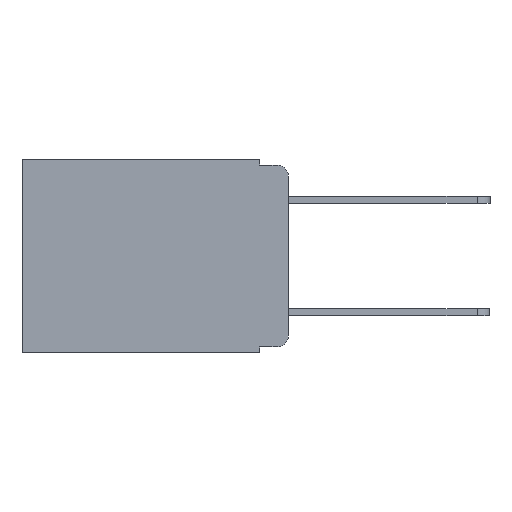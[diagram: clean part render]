
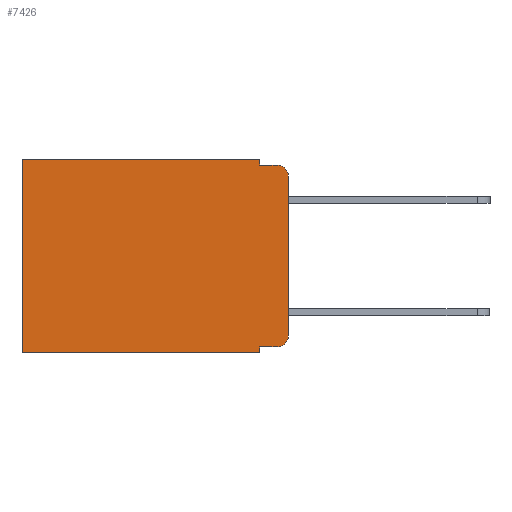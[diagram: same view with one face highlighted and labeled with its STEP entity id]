
A CAD part, left-side view. The second image highlights one B-rep face of the part: STEP entity #7426.
In plain terms, the highlighted planar face has unit normal (-1, 0, 0).
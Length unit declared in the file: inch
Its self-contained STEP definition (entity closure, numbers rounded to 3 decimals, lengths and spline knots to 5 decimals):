
#192 = AXIS2_PLACEMENT_3D ( 'NONE', #15076, #4785, #16757 ) ;
#224 = CARTESIAN_POINT ( 'NONE',  ( 0.298, 0., 0. ) ) ;
#800 = CARTESIAN_POINT ( 'NONE',  ( 0.298, 0.051, -0.01 ) ) ;
#874 = VECTOR ( 'NONE', #11081, 39.37008 ) ;
#985 = CARTESIAN_POINT ( 'NONE',  ( 0.298, 0., -0.343 ) ) ;
#995 = ORIENTED_EDGE ( 'NONE', *, *, #15096, .T. ) ;
#998 = CARTESIAN_POINT ( 'NONE',  ( 0.298, 0.473, 0. ) ) ;
#1021 = LINE ( 'NONE', #224, #9077 ) ;
#2149 = CARTESIAN_POINT ( 'NONE',  ( 0.298, 0., -0.03 ) ) ;
#2236 = LINE ( 'NONE', #20525, #5717 ) ;
#2876 = CARTESIAN_POINT ( 'NONE',  ( 0.298, 0.051, 0. ) ) ;
#2980 = CARTESIAN_POINT ( 'NONE',  ( 0.298, 0.051, 0. ) ) ;
#3970 = DIRECTION ( 'NONE',  ( -1., 0., 0. ) ) ;
#4143 = VECTOR ( 'NONE', #12980, 39.37008 ) ;
#4202 = VERTEX_POINT ( 'NONE', #17988 ) ;
#4293 = EDGE_CURVE ( 'NONE', #20772, #17677, #11025, .T. ) ;
#4354 = LINE ( 'NONE', #4444, #13486 ) ;
#4444 = CARTESIAN_POINT ( 'NONE',  ( 0.298, 0., 0. ) ) ;
#4453 = CARTESIAN_POINT ( 'NONE',  ( 0.298, 0.051, -0.343 ) ) ;
#4709 = DIRECTION ( 'NONE',  ( 0., 0., -1. ) ) ;
#4785 = DIRECTION ( 'NONE',  ( -1., 0., 0. ) ) ;
#5275 = AXIS2_PLACEMENT_3D ( 'NONE', #10388, #5289, #17261 ) ;
#5289 = DIRECTION ( 'NONE',  ( 1., 0., 0. ) ) ;
#5307 = VECTOR ( 'NONE', #16162, 39.37008 ) ;
#5717 = VECTOR ( 'NONE', #13825, 39.37008 ) ;
#5935 = EDGE_CURVE ( 'NONE', #21635, #15949, #1021, .T. ) ;
#5936 = CARTESIAN_POINT ( 'NONE',  ( 0.298, 0.051, 0. ) ) ;
#5943 = CARTESIAN_POINT ( 'NONE',  ( 0.298, 0.473, 0. ) ) ;
#6166 = EDGE_CURVE ( 'NONE', #15949, #12404, #13932, .T. ) ;
#6499 = AXIS2_PLACEMENT_3D ( 'NONE', #14262, #3970, #15978 ) ;
#6602 = VERTEX_POINT ( 'NONE', #16568 ) ;
#7130 = ORIENTED_EDGE ( 'NONE', *, *, #15382, .F. ) ;
#7426 = ADVANCED_FACE ( 'NONE', ( #19937 ), #13867, .F. ) ;
#7472 = ORIENTED_EDGE ( 'NONE', *, *, #4293, .F. ) ;
#8696 = CARTESIAN_POINT ( 'NONE',  ( 0.298, 0.051, -0.333 ) ) ;
#8951 = CARTESIAN_POINT ( 'NONE',  ( 0.298, 0.02, -0.01 ) ) ;
#9077 = VECTOR ( 'NONE', #10521, 39.37008 ) ;
#9092 = VECTOR ( 'NONE', #4709, 39.37008 ) ;
#9183 = ORIENTED_EDGE ( 'NONE', *, *, #5935, .T. ) ;
#10064 = ORIENTED_EDGE ( 'NONE', *, *, #11309, .F. ) ;
#10388 = CARTESIAN_POINT ( 'NONE',  ( 0.298, 0., 0. ) ) ;
#10511 = ORIENTED_EDGE ( 'NONE', *, *, #6166, .T. ) ;
#10521 = DIRECTION ( 'NONE',  ( 0., 1., 0. ) ) ;
#10868 = ORIENTED_EDGE ( 'NONE', *, *, #18961, .F. ) ;
#10977 = CIRCLE ( 'NONE', #6499, 0.02 ) ;
#11025 = LINE ( 'NONE', #2876, #14542 ) ;
#11081 = DIRECTION ( 'NONE',  ( 0., -1., 0. ) ) ;
#11086 = VERTEX_POINT ( 'NONE', #8951 ) ;
#11309 = EDGE_CURVE ( 'NONE', #17677, #12404, #17787, .T. ) ;
#11603 = EDGE_CURVE ( 'NONE', #20772, #6602, #2236, .T. ) ;
#11888 = EDGE_CURVE ( 'NONE', #4202, #11086, #18547, .T. ) ;
#12404 = VERTEX_POINT ( 'NONE', #14757 ) ;
#12916 = EDGE_LOOP ( 'NONE', ( #10868, #17263, #17513, #7130, #9183, #10511, #10064, #7472, #13090, #995 ) ) ;
#12980 = DIRECTION ( 'NONE',  ( 0., 1., 0. ) ) ;
#13090 = ORIENTED_EDGE ( 'NONE', *, *, #11603, .T. ) ;
#13486 = VECTOR ( 'NONE', #16452, 39.37008 ) ;
#13508 = CIRCLE ( 'NONE', #192, 0.02 ) ;
#13671 = LINE ( 'NONE', #2980, #9092 ) ;
#13825 = DIRECTION ( 'NONE',  ( 0., -1., 0. ) ) ;
#13867 = PLANE ( 'NONE',  #5275 ) ;
#13932 = LINE ( 'NONE', #5943, #5307 ) ;
#14262 = CARTESIAN_POINT ( 'NONE',  ( 0.298, 0.02, -0.313 ) ) ;
#14542 = VECTOR ( 'NONE', #14904, 39.37008 ) ;
#14757 = CARTESIAN_POINT ( 'NONE',  ( 0.298, 0.473, -0.343 ) ) ;
#14904 = DIRECTION ( 'NONE',  ( 0., 0., -1. ) ) ;
#15076 = CARTESIAN_POINT ( 'NONE',  ( 0.298, 0.02, -0.03 ) ) ;
#15096 = EDGE_CURVE ( 'NONE', #6602, #18698, #10977, .T. ) ;
#15382 = EDGE_CURVE ( 'NONE', #21635, #4202, #13671, .T. ) ;
#15650 = CARTESIAN_POINT ( 'NONE',  ( 0.298, 0., -0.313 ) ) ;
#15949 = VERTEX_POINT ( 'NONE', #998 ) ;
#15978 = DIRECTION ( 'NONE',  ( 0., 0., -1. ) ) ;
#16162 = DIRECTION ( 'NONE',  ( 0., 0., -1. ) ) ;
#16452 = DIRECTION ( 'NONE',  ( 0., 0., -1. ) ) ;
#16568 = CARTESIAN_POINT ( 'NONE',  ( 0.298, 0.02, -0.333 ) ) ;
#16757 = DIRECTION ( 'NONE',  ( 0., 0., -1. ) ) ;
#17261 = DIRECTION ( 'NONE',  ( 0., 0., -1. ) ) ;
#17263 = ORIENTED_EDGE ( 'NONE', *, *, #18469, .T. ) ;
#17513 = ORIENTED_EDGE ( 'NONE', *, *, #11888, .F. ) ;
#17677 = VERTEX_POINT ( 'NONE', #4453 ) ;
#17787 = LINE ( 'NONE', #985, #4143 ) ;
#17988 = CARTESIAN_POINT ( 'NONE',  ( 0.298, 0.051, -0.01 ) ) ;
#18185 = VERTEX_POINT ( 'NONE', #2149 ) ;
#18469 = EDGE_CURVE ( 'NONE', #18185, #11086, #13508, .T. ) ;
#18547 = LINE ( 'NONE', #800, #874 ) ;
#18698 = VERTEX_POINT ( 'NONE', #15650 ) ;
#18961 = EDGE_CURVE ( 'NONE', #18185, #18698, #4354, .T. ) ;
#19937 = FACE_OUTER_BOUND ( 'NONE', #12916, .T. ) ;
#20525 = CARTESIAN_POINT ( 'NONE',  ( 0.298, 0.051, -0.333 ) ) ;
#20772 = VERTEX_POINT ( 'NONE', #8696 ) ;
#21635 = VERTEX_POINT ( 'NONE', #5936 ) ;
